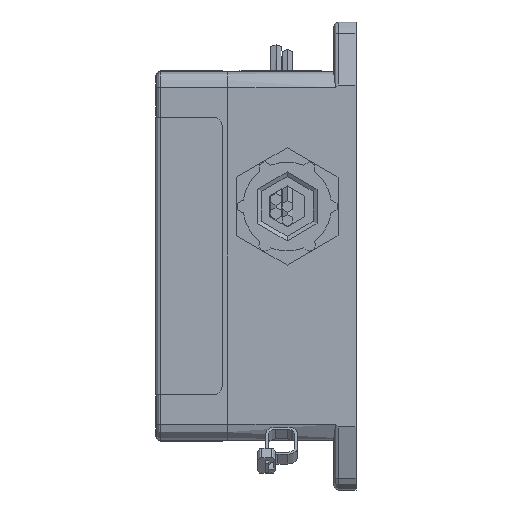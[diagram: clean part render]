
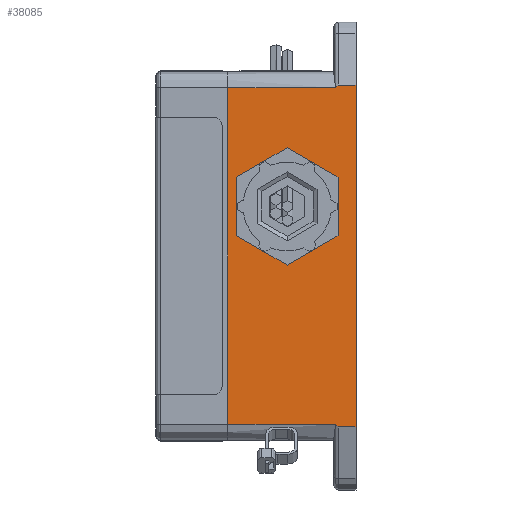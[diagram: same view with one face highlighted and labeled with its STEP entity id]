
A CAD part, left-side view. The second image highlights one B-rep face of the part: STEP entity #38085.
In plain terms, the highlighted planar face has unit normal (-1, 0, 0).
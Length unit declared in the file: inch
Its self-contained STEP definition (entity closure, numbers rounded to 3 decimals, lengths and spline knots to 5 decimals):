
#1273 = VECTOR ( 'NONE', #34710, 39.37008 ) ;
#3044 = CARTESIAN_POINT ( 'NONE',  ( -1.8, 0.24991, -2.05 ) ) ;
#6521 = VERTEX_POINT ( 'NONE', #13786 ) ;
#8030 = CARTESIAN_POINT ( 'NONE',  ( -1.8, 0.219, -2.08625 ) ) ;
#9823 = AXIS2_PLACEMENT_3D ( 'NONE', #68537, #178688, #30420 ) ;
#10972 = DIRECTION ( 'NONE',  ( 0., 0., 1. ) ) ;
#11850 =( BOUNDED_CURVE ( )  B_SPLINE_CURVE ( 3, ( #152762, #60382, #115475, #154377 ),
 .UNSPECIFIED., .F., .F. ) 
 B_SPLINE_CURVE_WITH_KNOTS ( ( 4, 4 ),
 ( 3.14159, 3.80808 ),
 .UNSPECIFIED. ) 
 CURVE ( )  GEOMETRIC_REPRESENTATION_ITEM ( )  RATIONAL_B_SPLINE_CURVE ( ( 1., 0.963, 0.963, 1. ) ) 
 REPRESENTATION_ITEM ( '' )  );
#13786 = CARTESIAN_POINT ( 'NONE',  ( -1.8, 0.84, 0.3175 ) ) ;
#16099 = CARTESIAN_POINT ( 'NONE',  ( -1.8, 0.269, 2.855 ) ) ;
#25674 = EDGE_CURVE ( 'NONE', #128878, #39646, #11850, .T. ) ;
#29117 = ORIENTED_EDGE ( 'NONE', *, *, #124272, .F. ) ;
#30420 = DIRECTION ( 'NONE',  ( 0., 0., 1. ) ) ;
#32125 = VECTOR ( 'NONE', #101317, 39.37008 ) ;
#34710 = DIRECTION ( 'NONE',  ( 0., 1., 0. ) ) ;
#36728 = CARTESIAN_POINT ( 'NONE',  ( -1.8, 0.269, -2.05 ) ) ;
#38085 = ADVANCED_FACE ( 'NONE', ( #158243, #129126 ), #220988, .F. ) ;
#38217 = EDGE_LOOP ( 'NONE', ( #219727, #140995, #187295, #54258, #89608, #40182, #85442, #170597 ) ) ;
#39646 = VERTEX_POINT ( 'NONE', #228710 ) ;
#40182 = ORIENTED_EDGE ( 'NONE', *, *, #129601, .F. ) ;
#43118 = LINE ( 'NONE', #112146, #136008 ) ;
#49110 = LINE ( 'NONE', #95026, #191139 ) ;
#54171 = DIRECTION ( 'NONE',  ( 1., 0., 0. ) ) ;
#54258 = ORIENTED_EDGE ( 'NONE', *, *, #210677, .T. ) ;
#54628 = CARTESIAN_POINT ( 'NONE',  ( -1.8, 0., 2.08625 ) ) ;
#55043 = CIRCLE ( 'NONE', #9823, 0.2875 ) ;
#60382 = CARTESIAN_POINT ( 'NONE',  ( -1.8, 0.23032, 2.08625 ) ) ;
#61659 = CARTESIAN_POINT ( 'NONE',  ( -1.8, 0., -2.08625 ) ) ;
#68537 = CARTESIAN_POINT ( 'NONE',  ( -1.8, 0.84, 0.605 ) ) ;
#69638 = CARTESIAN_POINT ( 'NONE',  ( -1.8, 0.24101, -2.07371 ) ) ;
#70417 = CARTESIAN_POINT ( 'NONE',  ( -1.8, 0.24991, -2.05 ) ) ;
#75789 = EDGE_LOOP ( 'NONE', ( #182463, #29117 ) ) ;
#77069 = VERTEX_POINT ( 'NONE', #90355 ) ;
#78895 = CARTESIAN_POINT ( 'NONE',  ( -1.8, 1.5645, 2.05 ) ) ;
#85442 = ORIENTED_EDGE ( 'NONE', *, *, #233633, .T. ) ;
#87527 = AXIS2_PLACEMENT_3D ( 'NONE', #16099, #54171, #145767 ) ;
#89608 = ORIENTED_EDGE ( 'NONE', *, *, #231613, .T. ) ;
#90355 = CARTESIAN_POINT ( 'NONE',  ( -1.8, 0.219, -2.08625 ) ) ;
#95026 = CARTESIAN_POINT ( 'NONE',  ( -1.8, 0., 2.855 ) ) ;
#101317 = DIRECTION ( 'NONE',  ( 0., 1., 0. ) ) ;
#107086 = EDGE_CURVE ( 'NONE', #116554, #6521, #55043, .T. ) ;
#107322 = EDGE_CURVE ( 'NONE', #39646, #227978, #231621, .T. ) ;
#107397 = EDGE_CURVE ( 'NONE', #230525, #227978, #43118, .T. ) ;
#111556 = LINE ( 'NONE', #145805, #1273 ) ;
#112146 = CARTESIAN_POINT ( 'NONE',  ( -1.8, 1.5645, 2.25 ) ) ;
#112961 = DIRECTION ( 'NONE',  ( 0., 0., 1. ) ) ;
#115475 = CARTESIAN_POINT ( 'NONE',  ( -1.8, 0.24101, 2.07371 ) ) ;
#116554 = VERTEX_POINT ( 'NONE', #151109 ) ;
#124272 = EDGE_CURVE ( 'NONE', #6521, #116554, #232572, .T. ) ;
#128332 = DIRECTION ( 'NONE',  ( 0., 0., 1. ) ) ;
#128878 = VERTEX_POINT ( 'NONE', #200019 ) ;
#129126 = FACE_OUTER_BOUND ( 'NONE', #38217, .T. ) ;
#129601 = EDGE_CURVE ( 'NONE', #162611, #77069, #145182, .T. ) ;
#134816 = CARTESIAN_POINT ( 'NONE',  ( -1.8, 0., -2.08625 ) ) ;
#136008 = VECTOR ( 'NONE', #112961, 39.37008 ) ;
#138128 = EDGE_CURVE ( 'NONE', #215658, #128878, #111556, .T. ) ;
#140834 = VECTOR ( 'NONE', #185820, 39.37008 ) ;
#140995 = ORIENTED_EDGE ( 'NONE', *, *, #107322, .T. ) ;
#145182 = LINE ( 'NONE', #61659, #32125 ) ;
#145767 = DIRECTION ( 'NONE',  ( 0., 0., -1. ) ) ;
#145805 = CARTESIAN_POINT ( 'NONE',  ( -1.8, 0., 2.08625 ) ) ;
#149426 = DIRECTION ( 'NONE',  ( 0., 1., 0. ) ) ;
#151109 = CARTESIAN_POINT ( 'NONE',  ( -1.8, 0.84, 0.8925 ) ) ;
#152762 = CARTESIAN_POINT ( 'NONE',  ( -1.8, 0.219, 2.08625 ) ) ;
#154377 = CARTESIAN_POINT ( 'NONE',  ( -1.8, 0.24991, 2.05 ) ) ;
#155745 = AXIS2_PLACEMENT_3D ( 'NONE', #156104, #196478, #10972 ) ;
#156104 = CARTESIAN_POINT ( 'NONE',  ( -1.8, 0.84, 0.605 ) ) ;
#158243 = FACE_BOUND ( 'NONE', #75789, .T. ) ;
#158282 = LINE ( 'NONE', #36728, #140834 ) ;
#162611 = VERTEX_POINT ( 'NONE', #134816 ) ;
#170597 = ORIENTED_EDGE ( 'NONE', *, *, #138128, .T. ) ;
#174920 = CARTESIAN_POINT ( 'NONE',  ( -1.8, 0.23032, -2.08625 ) ) ;
#178688 = DIRECTION ( 'NONE',  ( -1., 0., 0. ) ) ;
#182463 = ORIENTED_EDGE ( 'NONE', *, *, #107086, .F. ) ;
#185733 =( BOUNDED_CURVE ( )  B_SPLINE_CURVE ( 3, ( #70417, #69638, #174920, #8030 ),
 .UNSPECIFIED., .F., .T. ) 
 B_SPLINE_CURVE_WITH_KNOTS ( ( 4, 4 ),
 ( 5.6167, 6.28319 ),
 .UNSPECIFIED. ) 
 CURVE ( )  GEOMETRIC_REPRESENTATION_ITEM ( )  RATIONAL_B_SPLINE_CURVE ( ( 1., 0.963, 0.963, 1. ) ) 
 REPRESENTATION_ITEM ( '' )  );
#185820 = DIRECTION ( 'NONE',  ( 0., -1., 0. ) ) ;
#187295 = ORIENTED_EDGE ( 'NONE', *, *, #107397, .F. ) ;
#191139 = VECTOR ( 'NONE', #128332, 39.37008 ) ;
#191720 = VERTEX_POINT ( 'NONE', #3044 ) ;
#196478 = DIRECTION ( 'NONE',  ( -1., 0., 0. ) ) ;
#200019 = CARTESIAN_POINT ( 'NONE',  ( -1.8, 0.219, 2.08625 ) ) ;
#210677 = EDGE_CURVE ( 'NONE', #230525, #191720, #158282, .T. ) ;
#215658 = VERTEX_POINT ( 'NONE', #54628 ) ;
#219096 = CARTESIAN_POINT ( 'NONE',  ( -1.8, 0.269, 2.05 ) ) ;
#219727 = ORIENTED_EDGE ( 'NONE', *, *, #25674, .T. ) ;
#220988 = PLANE ( 'NONE',  #87527 ) ;
#227978 = VERTEX_POINT ( 'NONE', #78895 ) ;
#228710 = CARTESIAN_POINT ( 'NONE',  ( -1.8, 0.24991, 2.05 ) ) ;
#229852 = CARTESIAN_POINT ( 'NONE',  ( -1.8, 1.5645, -2.05 ) ) ;
#230525 = VERTEX_POINT ( 'NONE', #229852 ) ;
#231613 = EDGE_CURVE ( 'NONE', #191720, #77069, #185733, .T. ) ;
#231621 = LINE ( 'NONE', #219096, #240179 ) ;
#232572 = CIRCLE ( 'NONE', #155745, 0.2875 ) ;
#233633 = EDGE_CURVE ( 'NONE', #162611, #215658, #49110, .T. ) ;
#240179 = VECTOR ( 'NONE', #149426, 39.37008 ) ;
